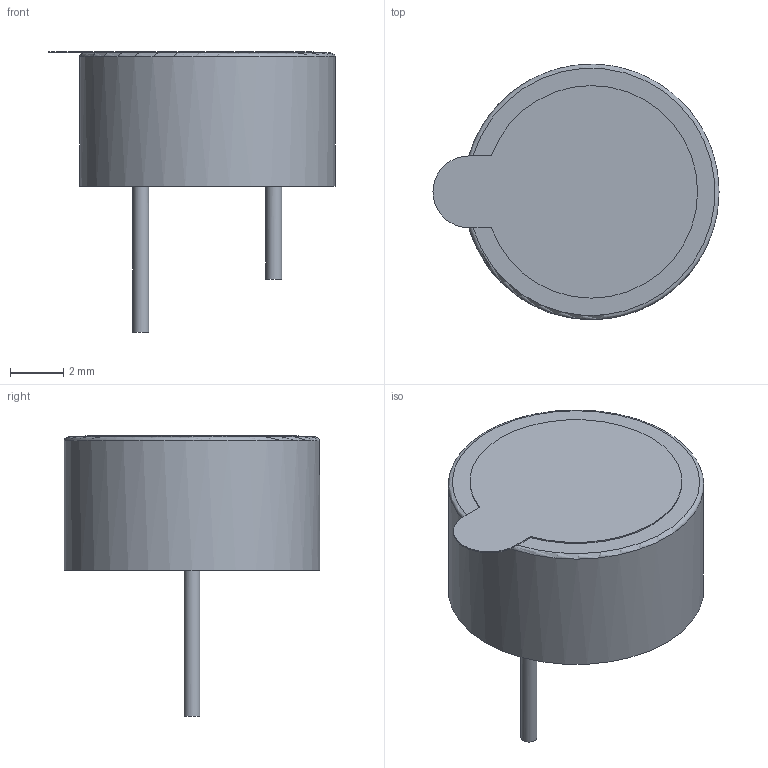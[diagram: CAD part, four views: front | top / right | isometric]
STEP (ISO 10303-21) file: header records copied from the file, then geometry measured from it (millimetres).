
FILE_DESCRIPTION(/* description */ (''),/* implementation_level */ '2;1');
FILE_NAME(/* name */ 'AI-1027-TWT-5V-2-R.ipt.stp',/* time_stamp */ '2020-05-28T11:22:47-04:00',/* author */ ('J.D.'),/* organization */ (''),/* preprocessor_version */ 'ST-DEVELOPER v16.1',/* originating_system */ 'Autodesk Inventor 2016',/* authorisation */ '');
FILE_SCHEMA (('AUTOMOTIVE_DESIGN { 1 0 10303 214 3 1 1 }'));
Length unit declared in the file: millimetre
Products named in the file (1): AI-1027-TWT-5V-2-R
Bounding box: 10.75 x 9.6 x 10.55 mm (x, y, z)
Volume: 127.4 mm3; surface area: 675.1 mm2
Topology: 1 solids, 3 shells, 29 faces, 52 edges, 34 vertices
Faces by surface type: plane 16, cylinder 11, torus 1, bspline 1
Full cylindrical faces by diameter (mm): 0.6 x4, 1.6 x2, 8.6 x2, 9.6 x1
Entity records: 838 total; most frequent: CARTESIAN_POINT 236, DIRECTION 116, ORIENTED_EDGE 78, AXIS2_PLACEMENT_3D 53, EDGE_LOOP 45, EDGE_CURVE 39, VERTEX_POINT 32, FACE_OUTER_BOUND 29
